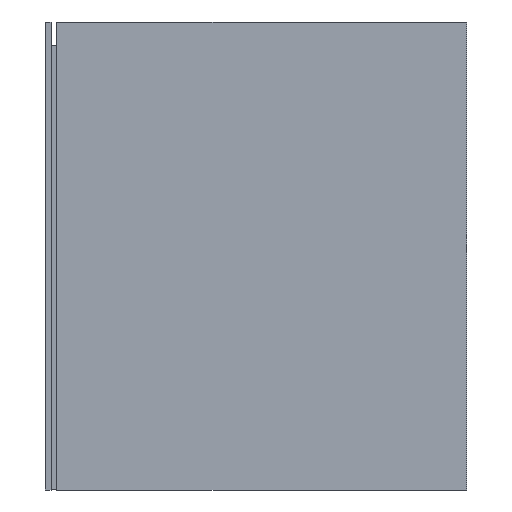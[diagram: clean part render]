
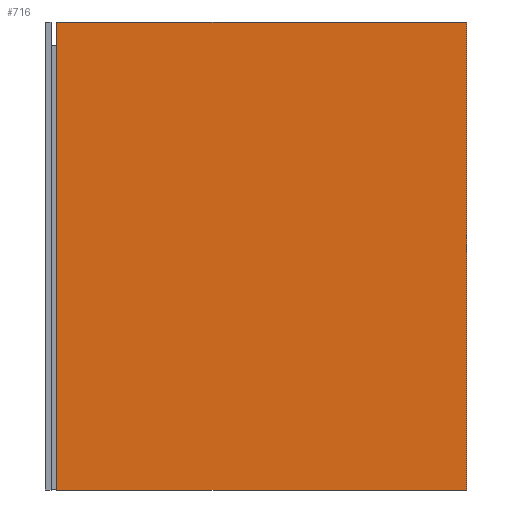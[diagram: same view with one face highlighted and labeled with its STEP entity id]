
A CAD part, left-side view. The second image highlights one B-rep face of the part: STEP entity #716.
In plain terms, the highlighted planar face has unit normal (-1, 0, 0).
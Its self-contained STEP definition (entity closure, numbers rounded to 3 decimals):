
#13 = DIRECTION ( 'NONE',  ( 0., 0., 1. ) ) ;
#53 = LINE ( 'NONE', #2431, #1350 ) ;
#118 = CARTESIAN_POINT ( 'NONE',  ( -375., -450., 250. ) ) ;
#124 = DIRECTION ( 'NONE',  ( 0., 1., 0. ) ) ;
#312 = DIRECTION ( 'NONE',  ( 0., 0., -1. ) ) ;
#504 = CARTESIAN_POINT ( 'NONE',  ( -375., -12., 1118.53 ) ) ;
#584 = VERTEX_POINT ( 'NONE', #2070 ) ;
#710 = DIRECTION ( 'NONE',  ( 0., 1., 0. ) ) ;
#716 = ADVANCED_FACE ( 'NONE', ( #1445 ), #1904, .T. ) ;
#744 = ORIENTED_EDGE ( 'NONE', *, *, #2796, .F. ) ;
#827 = ORIENTED_EDGE ( 'NONE', *, *, #2405, .T. ) ;
#940 = LINE ( 'NONE', #1886, #1456 ) ;
#1085 = LINE ( 'NONE', #2191, #1155 ) ;
#1155 = VECTOR ( 'NONE', #124, 1000. ) ;
#1249 = VERTEX_POINT ( 'NONE', #118 ) ;
#1274 = ORIENTED_EDGE ( 'NONE', *, *, #1754, .T. ) ;
#1350 = VECTOR ( 'NONE', #312, 1000. ) ;
#1445 = FACE_OUTER_BOUND ( 'NONE', #2271, .T. ) ;
#1456 = VECTOR ( 'NONE', #710, 1000. ) ;
#1462 = DIRECTION ( 'NONE',  ( -1., 0., 0. ) ) ;
#1555 = LINE ( 'NONE', #2493, #2284 ) ;
#1610 = VERTEX_POINT ( 'NONE', #2580 ) ;
#1719 = VERTEX_POINT ( 'NONE', #2354 ) ;
#1754 = EDGE_CURVE ( 'NONE', #1249, #584, #940, .T. ) ;
#1770 = DIRECTION ( 'NONE',  ( 0., 0., -1. ) ) ;
#1886 = CARTESIAN_POINT ( 'NONE',  ( -375., -12., 250. ) ) ;
#1904 = PLANE ( 'NONE',  #2439 ) ;
#2070 = CARTESIAN_POINT ( 'NONE',  ( -375., -12., 250. ) ) ;
#2191 = CARTESIAN_POINT ( 'NONE',  ( -375., -12., -250. ) ) ;
#2192 = EDGE_CURVE ( 'NONE', #1249, #1719, #53, .T. ) ;
#2271 = EDGE_LOOP ( 'NONE', ( #2276, #1274, #827, #744 ) ) ;
#2276 = ORIENTED_EDGE ( 'NONE', *, *, #2192, .F. ) ;
#2284 = VECTOR ( 'NONE', #1770, 1000. ) ;
#2354 = CARTESIAN_POINT ( 'NONE',  ( -375., -450., -250. ) ) ;
#2405 = EDGE_CURVE ( 'NONE', #584, #1610, #1555, .T. ) ;
#2431 = CARTESIAN_POINT ( 'NONE',  ( -375., -450., 1118.53 ) ) ;
#2439 = AXIS2_PLACEMENT_3D ( 'NONE', #504, #1462, #13 ) ;
#2493 = CARTESIAN_POINT ( 'NONE',  ( -375., -12., 1118.53 ) ) ;
#2580 = CARTESIAN_POINT ( 'NONE',  ( -375., -12., -250. ) ) ;
#2796 = EDGE_CURVE ( 'NONE', #1719, #1610, #1085, .T. ) ;
